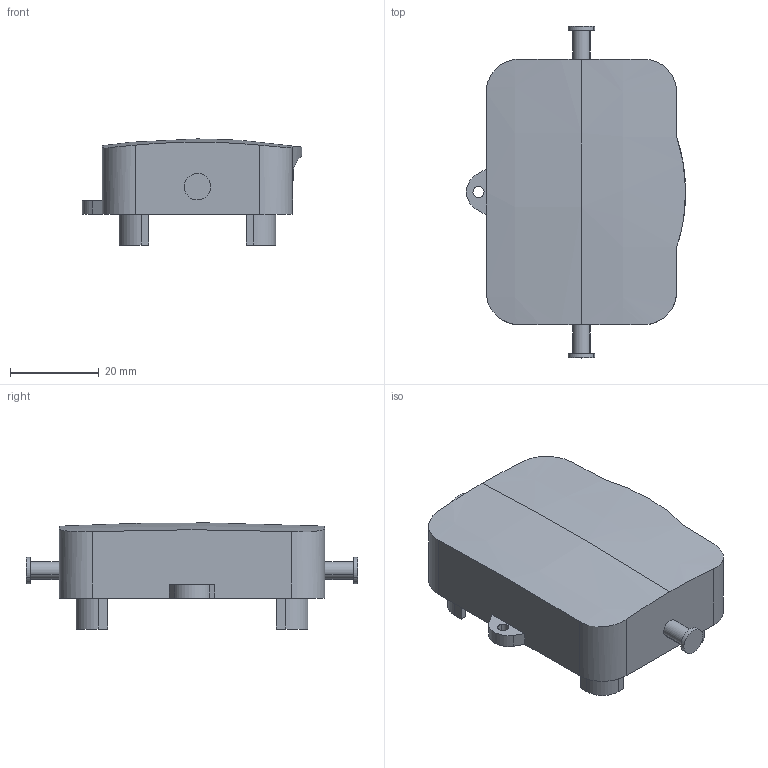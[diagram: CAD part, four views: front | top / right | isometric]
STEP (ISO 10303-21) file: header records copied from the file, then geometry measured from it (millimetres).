
FILE_DESCRIPTION(('CATIA V5 STEP Exchange','CAx-IF Rec.Pracs.--- Model Styling and Organization---1.4--- 2014-01-23'),'2;1');
FILE_NAME ('13338328_3', '2019-12-09T06:11:10+00:00', ('none'), ('Weidmueller'), 'CATIA Version 5-6 Release 2016 SP3 HF44', 'CATIA V5 STEP AP214', 'none');
FILE_SCHEMA(('AUTOMOTIVE_DESIGN { 1 0 10303 214 1 1 1 1 }'));
Length unit declared in the file: millimetre
Products named in the file (1): 1665200000
Bounding box: 49.56 x 75 x 23.99 mm (x, y, z)
Volume: 18619.2 mm3; surface area: 11277.7 mm2
Topology: 1 solids, 1 shells, 75 faces, 208 edges, 140 vertices
Faces by surface type: plane 46, cylinder 25, revolution 4
Entity records: 2479 total; most frequent: CARTESIAN_POINT 690, ORIENTED_EDGE 416, DIRECTION 271, EDGE_CURVE 208, VERTEX_POINT 140, VECTOR 125, LINE 125, AXIS2_PLACEMENT_3D 92
